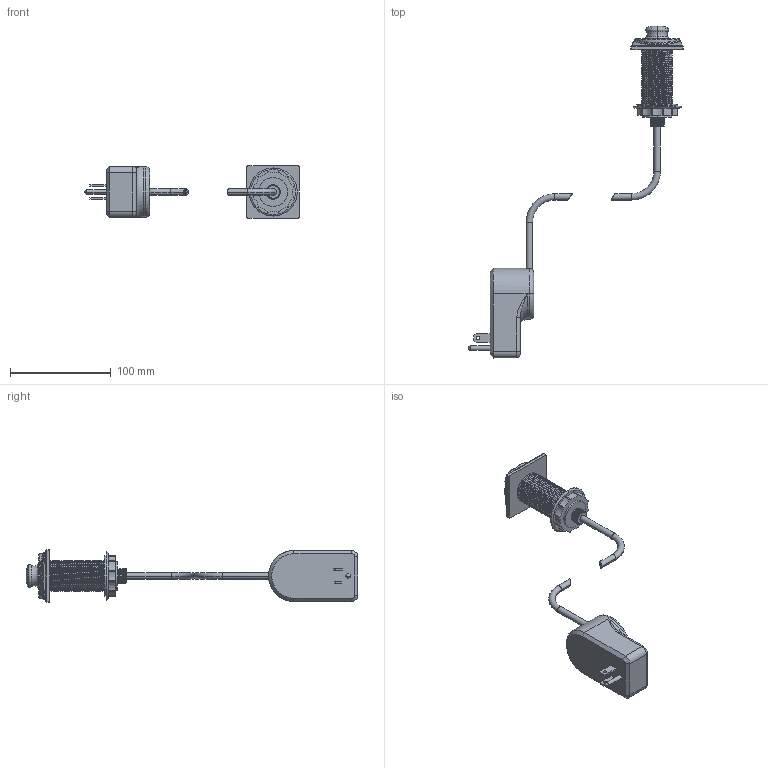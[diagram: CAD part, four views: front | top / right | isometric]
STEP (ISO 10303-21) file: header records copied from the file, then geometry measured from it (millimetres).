
FILE_DESCRIPTION((''),'2;1');
FILE_NAME('3170-5811','2021-10-05T11:52:34',('rsmith'),(''),'CREO PARAMETRIC BY PTC INC, 2018400','CREO PARAMETRIC BY PTC INC, 2018400','');
FILE_SCHEMA(('AUTOMOTIVE_DESIGN { 1 0 10303 214 1 1 1 1 }'));
Length unit declared in the file: inch
Products named in the file (1): 3170-5811
Bounding box: 213.31 x 329.79 x 52.07 mm (x, y, z)
Volume: 237539.4 mm3; surface area: 46594.1 mm2
Topology: 3 solids, 3 shells, 513 faces, 1326 edges, 848 vertices
Faces by surface type: plane 260, cylinder 161, bspline 53, torus 23, sphere 8, cone 6, extrusion 2
Entity records: 42416 total; most frequent: CARTESIAN_POINT 20652, ORIENTED_EDGE 2644, DIRECTION 2240, PRESENTATION_STYLE_ASSIGNMENT 1824, STYLED_ITEM 1327, CURVE_STYLE 1324, EDGE_CURVE 1322, FILL_AREA_STYLE_COLOUR 909
